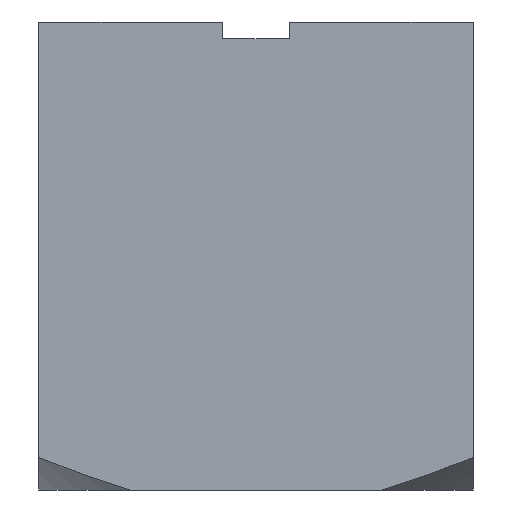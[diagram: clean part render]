
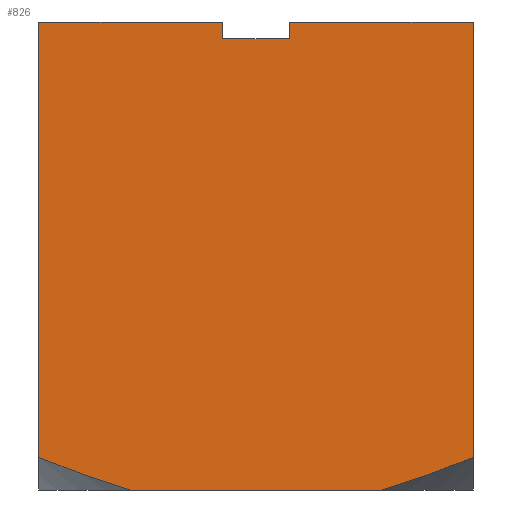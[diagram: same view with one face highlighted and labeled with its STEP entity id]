
A CAD part, left-side view. The second image highlights one B-rep face of the part: STEP entity #826.
In plain terms, the highlighted planar face has unit normal (-1, 0, 0).
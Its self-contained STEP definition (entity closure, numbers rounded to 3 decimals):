
#21 = AXIS2_PLACEMENT_3D ( 'NONE', #728, #740, #739 ) ;
#24 = EDGE_CURVE ( 'NONE', #583, #168, #486, .T. ) ;
#25 = EDGE_CURVE ( 'NONE', #123, #583, #521, .T. ) ;
#27 = EDGE_CURVE ( 'NONE', #123, #109, #201, .T. ) ;
#32 = EDGE_CURVE ( 'NONE', #469, #444, #413, .T. ) ;
#33 = EDGE_CURVE ( 'NONE', #469, #109, #63, .T. ) ;
#56 = B_SPLINE_CURVE_WITH_KNOTS ( 'NONE', 3,
 ( #774, #773, #715, #711 ),
 .UNSPECIFIED., .F., .F.,
 ( 4, 4 ),
 ( 0.009, 0.012 ),
 .UNSPECIFIED. ) ;
#63 = B_SPLINE_CURVE_WITH_KNOTS ( 'NONE', 3,
 ( #404, #409, #425, #403, #402, #388 ),
 .UNSPECIFIED., .F., .F.,
 ( 4, 2, 4 ),
 ( 0.019, 0.021, 0.022 ),
 .UNSPECIFIED. ) ;
#107 = EDGE_LOOP ( 'NONE', ( #551, #150, #143, #548, #547, #163, #159, #157, #499, #497 ) ) ;
#109 = VERTEX_POINT ( 'NONE', #284 ) ;
#123 = VERTEX_POINT ( 'NONE', #278 ) ;
#143 = ORIENTED_EDGE ( 'NONE', *, *, #875, .F. ) ;
#150 = ORIENTED_EDGE ( 'NONE', *, *, #878, .F. ) ;
#157 = ORIENTED_EDGE ( 'NONE', *, *, #27, .T. ) ;
#159 = ORIENTED_EDGE ( 'NONE', *, *, #25, .F. ) ;
#163 = ORIENTED_EDGE ( 'NONE', *, *, #24, .F. ) ;
#168 = VERTEX_POINT ( 'NONE', #280 ) ;
#197 = DIRECTION ( 'NONE',  ( 0., -1., 0. ) ) ;
#198 = CARTESIAN_POINT ( 'NONE',  ( -6.5, -6.5, 13.5 ) ) ;
#199 = LINE ( 'NONE', #198, #886 ) ;
#201 = LINE ( 'NONE', #432, #635 ) ;
#202 = DIRECTION ( 'NONE',  ( 0., 0., -1. ) ) ;
#238 = CARTESIAN_POINT ( 'NONE',  ( -6.5, 3.742, 0. ) ) ;
#249 = CARTESIAN_POINT ( 'NONE',  ( -6.5, -1., 14. ) ) ;
#261 = CARTESIAN_POINT ( 'NONE',  ( -6.5, -3.742, 0. ) ) ;
#263 = CARTESIAN_POINT ( 'NONE',  ( -6.5, -6.5, 0.977 ) ) ;
#278 = CARTESIAN_POINT ( 'NONE',  ( -6.5, 6.5, 14. ) ) ;
#280 = CARTESIAN_POINT ( 'NONE',  ( -6.5, 1., 13.5 ) ) ;
#284 = CARTESIAN_POINT ( 'NONE',  ( -6.5, 6.5, 0.977 ) ) ;
#292 = CARTESIAN_POINT ( 'NONE',  ( -6.5, -6.5, 14. ) ) ;
#388 = CARTESIAN_POINT ( 'NONE',  ( -6.5, 6.5, 0.977 ) ) ;
#395 = CARTESIAN_POINT ( 'NONE',  ( -6.5, -1., 13.5 ) ) ;
#401 = CARTESIAN_POINT ( 'NONE',  ( -6.5, 1., 14. ) ) ;
#402 = CARTESIAN_POINT ( 'NONE',  ( -6.5, 6.05, 0.793 ) ) ;
#403 = CARTESIAN_POINT ( 'NONE',  ( -6.5, 5.596, 0.617 ) ) ;
#404 = CARTESIAN_POINT ( 'NONE',  ( -6.5, 3.742, 0. ) ) ;
#407 = DIRECTION ( 'NONE',  ( 0., -1., 0. ) ) ;
#409 = CARTESIAN_POINT ( 'NONE',  ( -6.5, 4.211, 0.135 ) ) ;
#410 = CARTESIAN_POINT ( 'NONE',  ( -6.5, -6.5, 0. ) ) ;
#413 = LINE ( 'NONE', #410, #616 ) ;
#425 = CARTESIAN_POINT ( 'NONE',  ( -6.5, 4.677, 0.289 ) ) ;
#427 = DIRECTION ( 'NONE',  ( 0., 0., -1. ) ) ;
#429 = CARTESIAN_POINT ( 'NONE',  ( -6.5, 6.5, 14. ) ) ;
#432 = CARTESIAN_POINT ( 'NONE',  ( -6.5, 6.5, 13.5 ) ) ;
#436 = DIRECTION ( 'NONE',  ( 0., -1., 0. ) ) ;
#438 = VERTEX_POINT ( 'NONE', #292 ) ;
#442 = VERTEX_POINT ( 'NONE', #263 ) ;
#444 = VERTEX_POINT ( 'NONE', #261 ) ;
#469 = VERTEX_POINT ( 'NONE', #238 ) ;
#470 = VERTEX_POINT ( 'NONE', #249 ) ;
#486 = LINE ( 'NONE', #493, #601 ) ;
#493 = CARTESIAN_POINT ( 'NONE',  ( -6.5, 1., 14. ) ) ;
#497 = ORIENTED_EDGE ( 'NONE', *, *, #32, .T. ) ;
#499 = ORIENTED_EDGE ( 'NONE', *, *, #33, .F. ) ;
#521 = LINE ( 'NONE', #429, #629 ) ;
#547 = ORIENTED_EDGE ( 'NONE', *, *, #801, .F. ) ;
#548 = ORIENTED_EDGE ( 'NONE', *, *, #882, .T. ) ;
#551 = ORIENTED_EDGE ( 'NONE', *, *, #885, .F. ) ;
#582 = VERTEX_POINT ( 'NONE', #395 ) ;
#583 = VERTEX_POINT ( 'NONE', #401 ) ;
#601 = VECTOR ( 'NONE', #202, 1000. ) ;
#616 = VECTOR ( 'NONE', #407, 1000. ) ;
#629 = VECTOR ( 'NONE', #436, 1000. ) ;
#635 = VECTOR ( 'NONE', #427, 1000. ) ;
#657 = DIRECTION ( 'NONE',  ( 0., 0., -1. ) ) ;
#658 = CARTESIAN_POINT ( 'NONE',  ( -6.5, -1., 14. ) ) ;
#660 = LINE ( 'NONE', #658, #842 ) ;
#711 = CARTESIAN_POINT ( 'NONE',  ( -6.5, -3.742, 0. ) ) ;
#715 = CARTESIAN_POINT ( 'NONE',  ( -6.5, -4.676, 0.269 ) ) ;
#728 = CARTESIAN_POINT ( 'NONE',  ( -6.5, -6.5, 13.5 ) ) ;
#739 = DIRECTION ( 'NONE',  ( 0., 0., -1. ) ) ;
#740 = DIRECTION ( 'NONE',  ( 1., 0., 0. ) ) ;
#744 = PLANE ( 'NONE',  #21 ) ;
#745 = FACE_OUTER_BOUND ( 'NONE', #107, .T. ) ;
#763 = CARTESIAN_POINT ( 'NONE',  ( -6.5, -1., 14. ) ) ;
#764 = LINE ( 'NONE', #763, #837 ) ;
#773 = CARTESIAN_POINT ( 'NONE',  ( -6.5, -5.594, 0.607 ) ) ;
#774 = CARTESIAN_POINT ( 'NONE',  ( -6.5, -6.5, 0.977 ) ) ;
#775 = DIRECTION ( 'NONE',  ( 0., -1., 0. ) ) ;
#778 = LINE ( 'NONE', #784, #849 ) ;
#783 = DIRECTION ( 'NONE',  ( 0., 0., -1. ) ) ;
#784 = CARTESIAN_POINT ( 'NONE',  ( -6.5, -6.5, 13.5 ) ) ;
#801 = EDGE_CURVE ( 'NONE', #168, #582, #199, .T. ) ;
#826 = ADVANCED_FACE ( 'NONE', ( #745 ), #744, .F. ) ;
#837 = VECTOR ( 'NONE', #775, 1000. ) ;
#842 = VECTOR ( 'NONE', #657, 1000. ) ;
#849 = VECTOR ( 'NONE', #783, 1000. ) ;
#875 = EDGE_CURVE ( 'NONE', #470, #438, #764, .T. ) ;
#878 = EDGE_CURVE ( 'NONE', #438, #442, #778, .T. ) ;
#882 = EDGE_CURVE ( 'NONE', #470, #582, #660, .T. ) ;
#885 = EDGE_CURVE ( 'NONE', #442, #444, #56, .T. ) ;
#886 = VECTOR ( 'NONE', #197, 1000. ) ;
